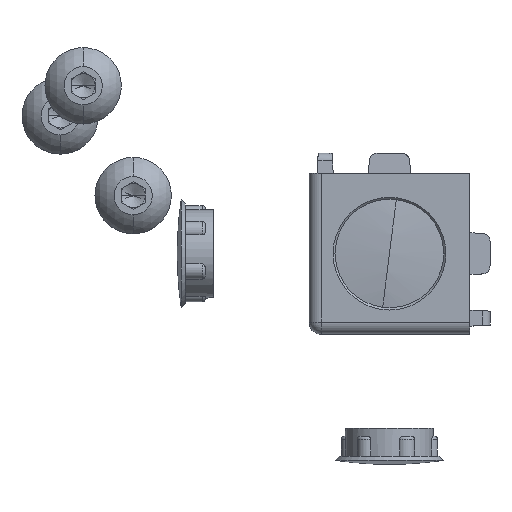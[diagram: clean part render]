
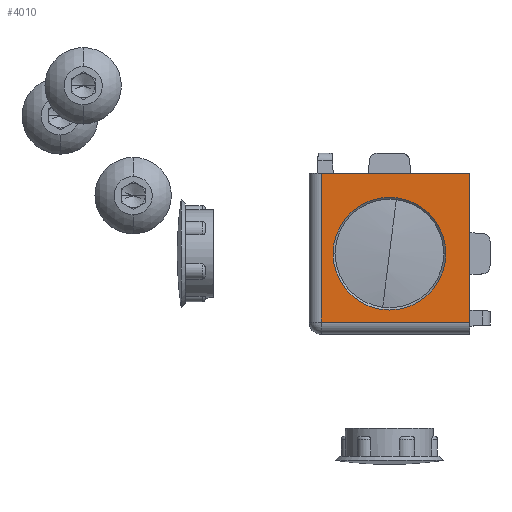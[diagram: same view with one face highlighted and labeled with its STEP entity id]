
A CAD part, top view. The second image highlights one B-rep face of the part: STEP entity #4010.
In plain terms, the highlighted planar face has unit normal (0, 0, 1).
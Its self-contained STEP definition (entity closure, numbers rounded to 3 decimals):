
#200 = EDGE_CURVE ( 'NONE', #4917, #4902, #7680, .T. ) ;
#201 = EDGE_CURVE ( 'NONE', #4744, #4900, #7675, .T. ) ;
#202 = EDGE_CURVE ( 'NONE', #4900, #4907, #7682, .T. ) ;
#399 = AXIS2_PLACEMENT_3D ( 'NONE', #568, #569, #567 ) ;
#567 = DIRECTION ( 'NONE',  ( 1., 0., 0. ) ) ;
#568 = CARTESIAN_POINT ( 'NONE',  ( 0., 0., 10. ) ) ;
#569 = DIRECTION ( 'NONE',  ( 0., 0., -1. ) ) ;
#742 = DIRECTION ( 'NONE',  ( -1., 0., 0. ) ) ;
#745 = CARTESIAN_POINT ( 'NONE',  ( -10., 10., 10. ) ) ;
#1141 = ORIENTED_EDGE ( 'NONE', *, *, #5122, .T. ) ;
#1160 = ORIENTED_EDGE ( 'NONE', *, *, #200, .T. ) ;
#1170 = ORIENTED_EDGE ( 'NONE', *, *, #202, .T. ) ;
#1174 = ORIENTED_EDGE ( 'NONE', *, *, #201, .T. ) ;
#1180 = ORIENTED_EDGE ( 'NONE', *, *, #5011, .T. ) ;
#1182 = ORIENTED_EDGE ( 'NONE', *, *, #5158, .T. ) ;
#1271 = LINE ( 'NONE', #745, #1273 ) ;
#1273 = VECTOR ( 'NONE', #742, 1000. ) ;
#1321 = LINE ( 'NONE', #3672, #1324 ) ;
#1324 = VECTOR ( 'NONE', #3673, 1000. ) ;
#2551 = AXIS2_PLACEMENT_3D ( 'NONE', #6133, #6130, #5993 ) ;
#3370 = DIRECTION ( 'NONE',  ( 1., 0., 0. ) ) ;
#3371 = DIRECTION ( 'NONE',  ( 1., 0., 0. ) ) ;
#3372 = DIRECTION ( 'NONE',  ( 0., 0., -1. ) ) ;
#3373 = CARTESIAN_POINT ( 'NONE',  ( 0., 0., 10. ) ) ;
#3375 = CARTESIAN_POINT ( 'NONE',  ( -8.5, -10., 10. ) ) ;
#3376 = CARTESIAN_POINT ( 'NONE',  ( 10., -8.5, 10. ) ) ;
#3378 = DIRECTION ( 'NONE',  ( 0., -1., 0. ) ) ;
#3672 = CARTESIAN_POINT ( 'NONE',  ( 10., 10., 10. ) ) ;
#3673 = DIRECTION ( 'NONE',  ( 0., 1., 0. ) ) ;
#4010 = ADVANCED_FACE ( 'NONE', ( #7358, #7349 ), #5845, .T. ) ;
#4143 = CARTESIAN_POINT ( 'NONE',  ( -8.5, 10., 10. ) ) ;
#4199 = CARTESIAN_POINT ( 'NONE',  ( 10., 10., 10. ) ) ;
#4548 = EDGE_LOOP ( 'NONE', ( #1180, #1160 ) ) ;
#4606 = EDGE_LOOP ( 'NONE', ( #1174, #1170, #1182, #1141 ) ) ;
#4695 = VERTEX_POINT ( 'NONE', #4199 ) ;
#4744 = VERTEX_POINT ( 'NONE', #4143 ) ;
#4900 = VERTEX_POINT ( 'NONE', #7107 ) ;
#4902 = VERTEX_POINT ( 'NONE', #7050 ) ;
#4907 = VERTEX_POINT ( 'NONE', #7065 ) ;
#4917 = VERTEX_POINT ( 'NONE', #7052 ) ;
#5011 = EDGE_CURVE ( 'NONE', #4902, #4917, #6960, .T. ) ;
#5122 = EDGE_CURVE ( 'NONE', #4695, #4744, #1271, .T. ) ;
#5158 = EDGE_CURVE ( 'NONE', #4907, #4695, #1321, .T. ) ;
#5845 = PLANE ( 'NONE',  #2551 ) ;
#5993 = DIRECTION ( 'NONE',  ( 1., 0., 0. ) ) ;
#6130 = DIRECTION ( 'NONE',  ( 0., 0., 1. ) ) ;
#6133 = CARTESIAN_POINT ( 'NONE',  ( -10., -10., 10. ) ) ;
#6658 = AXIS2_PLACEMENT_3D ( 'NONE', #3373, #3372, #3371 ) ;
#6960 = CIRCLE ( 'NONE', #399, 7.008 ) ;
#7050 = CARTESIAN_POINT ( 'NONE',  ( 7.008, 0., 10. ) ) ;
#7052 = CARTESIAN_POINT ( 'NONE',  ( -7.008, 0., 10. ) ) ;
#7065 = CARTESIAN_POINT ( 'NONE',  ( 10., -8.5, 10. ) ) ;
#7107 = CARTESIAN_POINT ( 'NONE',  ( -8.5, -8.5, 10. ) ) ;
#7349 = FACE_OUTER_BOUND ( 'NONE', #4606, .T. ) ;
#7358 = FACE_BOUND ( 'NONE', #4548, .T. ) ;
#7675 = LINE ( 'NONE', #3375, #7684 ) ;
#7680 = CIRCLE ( 'NONE', #6658, 7.008 ) ;
#7682 = LINE ( 'NONE', #3376, #7686 ) ;
#7684 = VECTOR ( 'NONE', #3378, 1000. ) ;
#7686 = VECTOR ( 'NONE', #3370, 1000. ) ;
